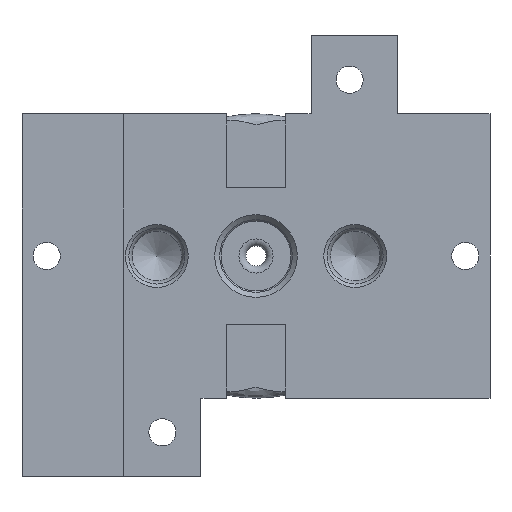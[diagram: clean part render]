
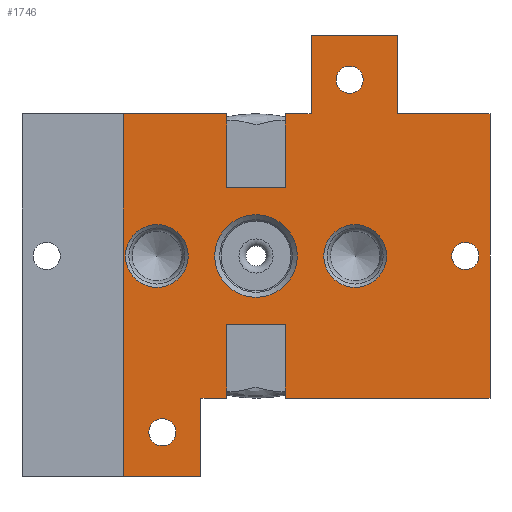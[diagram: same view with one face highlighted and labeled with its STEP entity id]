
A CAD part, front view. The second image highlights one B-rep face of the part: STEP entity #1746.
In plain terms, the highlighted planar face has unit normal (0, -1, 0).
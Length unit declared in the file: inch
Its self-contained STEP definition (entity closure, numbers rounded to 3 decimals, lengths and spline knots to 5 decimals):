
#613=FACE_BOUND('',#740,.T.);
#614=FACE_BOUND('',#741,.T.);
#615=FACE_BOUND('',#742,.T.);
#616=FACE_BOUND('',#743,.T.);
#617=FACE_BOUND('',#744,.T.);
#618=FACE_BOUND('',#745,.T.);
#633=PLANE('',#1845);
#676=FACE_OUTER_BOUND('',#739,.T.);
#739=EDGE_LOOP('',(#1427,#1428,#1429,#1430,#1431,#1432,#1433,#1434,#1435,
#1436,#1437,#1438,#1439,#1440,#1441,#1442,#1443,#1444));
#740=EDGE_LOOP('',(#1445));
#741=EDGE_LOOP('',(#1446));
#742=EDGE_LOOP('',(#1447));
#743=EDGE_LOOP('',(#1448));
#744=EDGE_LOOP('',(#1449));
#745=EDGE_LOOP('',(#1450));
#814=LINE('',#2471,#900);
#816=LINE('',#2475,#902);
#818=LINE('',#2479,#904);
#819=LINE('',#2481,#905);
#820=LINE('',#2483,#906);
#821=LINE('',#2485,#907);
#822=LINE('',#2487,#908);
#823=LINE('',#2489,#909);
#824=LINE('',#2491,#910);
#825=LINE('',#2493,#911);
#826=LINE('',#2495,#912);
#827=LINE('',#2497,#913);
#828=LINE('',#2499,#914);
#829=LINE('',#2501,#915);
#830=LINE('',#2503,#916);
#831=LINE('',#2505,#917);
#832=LINE('',#2507,#918);
#833=LINE('',#2508,#919);
#900=VECTOR('',#2054,39.37008);
#902=VECTOR('',#2058,0.3937);
#904=VECTOR('',#2062,39.37008);
#905=VECTOR('',#2063,0.3937);
#906=VECTOR('',#2064,0.3937);
#907=VECTOR('',#2065,0.3937);
#908=VECTOR('',#2066,0.3937);
#909=VECTOR('',#2067,0.3937);
#910=VECTOR('',#2068,0.3937);
#911=VECTOR('',#2069,0.3937);
#912=VECTOR('',#2070,0.3937);
#913=VECTOR('',#2071,39.37008);
#914=VECTOR('',#2072,39.37008);
#915=VECTOR('',#2073,0.3937);
#916=VECTOR('',#2074,0.3937);
#917=VECTOR('',#2075,0.3937);
#918=VECTOR('',#2076,0.3937);
#919=VECTOR('',#2077,0.3937);
#973=CIRCLE('',#1817,0.04841);
#975=CIRCLE('',#1820,0.04841);
#990=CIRCLE('',#1846,0.1122);
#991=CIRCLE('',#1847,0.1122);
#992=CIRCLE('',#1848,0.14764);
#993=CIRCLE('',#1849,0.04841);
#1082=VERTEX_POINT('',#2407);
#1084=VERTEX_POINT('',#2413);
#1104=VERTEX_POINT('',#2468);
#1105=VERTEX_POINT('',#2470);
#1106=VERTEX_POINT('',#2474);
#1107=VERTEX_POINT('',#2478);
#1108=VERTEX_POINT('',#2480);
#1109=VERTEX_POINT('',#2482);
#1110=VERTEX_POINT('',#2484);
#1111=VERTEX_POINT('',#2486);
#1112=VERTEX_POINT('',#2488);
#1113=VERTEX_POINT('',#2490);
#1114=VERTEX_POINT('',#2492);
#1115=VERTEX_POINT('',#2494);
#1116=VERTEX_POINT('',#2496);
#1117=VERTEX_POINT('',#2498);
#1118=VERTEX_POINT('',#2500);
#1119=VERTEX_POINT('',#2502);
#1120=VERTEX_POINT('',#2504);
#1121=VERTEX_POINT('',#2506);
#1122=VERTEX_POINT('',#2509);
#1123=VERTEX_POINT('',#2511);
#1124=VERTEX_POINT('',#2513);
#1125=VERTEX_POINT('',#2515);
#1201=EDGE_CURVE('',#1082,#1082,#973,.T.);
#1204=EDGE_CURVE('',#1084,#1084,#975,.T.);
#1231=EDGE_CURVE('',#1105,#1104,#814,.T.);
#1233=EDGE_CURVE('',#1106,#1105,#816,.T.);
#1235=EDGE_CURVE('',#1104,#1107,#818,.T.);
#1236=EDGE_CURVE('',#1107,#1108,#819,.T.);
#1237=EDGE_CURVE('',#1108,#1109,#820,.T.);
#1238=EDGE_CURVE('',#1109,#1110,#821,.T.);
#1239=EDGE_CURVE('',#1110,#1111,#822,.T.);
#1240=EDGE_CURVE('',#1111,#1112,#823,.T.);
#1241=EDGE_CURVE('',#1112,#1113,#824,.T.);
#1242=EDGE_CURVE('',#1113,#1114,#825,.T.);
#1243=EDGE_CURVE('',#1114,#1115,#826,.T.);
#1244=EDGE_CURVE('',#1115,#1116,#827,.T.);
#1245=EDGE_CURVE('',#1116,#1117,#828,.T.);
#1246=EDGE_CURVE('',#1117,#1118,#829,.T.);
#1247=EDGE_CURVE('',#1118,#1119,#830,.T.);
#1248=EDGE_CURVE('',#1119,#1120,#831,.T.);
#1249=EDGE_CURVE('',#1120,#1121,#832,.T.);
#1250=EDGE_CURVE('',#1121,#1106,#833,.T.);
#1251=EDGE_CURVE('',#1122,#1122,#990,.T.);
#1252=EDGE_CURVE('',#1123,#1123,#991,.T.);
#1253=EDGE_CURVE('',#1124,#1124,#992,.T.);
#1254=EDGE_CURVE('',#1125,#1125,#993,.T.);
#1427=ORIENTED_EDGE('',*,*,#1233,.T.);
#1428=ORIENTED_EDGE('',*,*,#1231,.T.);
#1429=ORIENTED_EDGE('',*,*,#1235,.T.);
#1430=ORIENTED_EDGE('',*,*,#1236,.T.);
#1431=ORIENTED_EDGE('',*,*,#1237,.T.);
#1432=ORIENTED_EDGE('',*,*,#1238,.T.);
#1433=ORIENTED_EDGE('',*,*,#1239,.T.);
#1434=ORIENTED_EDGE('',*,*,#1240,.T.);
#1435=ORIENTED_EDGE('',*,*,#1241,.T.);
#1436=ORIENTED_EDGE('',*,*,#1242,.T.);
#1437=ORIENTED_EDGE('',*,*,#1243,.T.);
#1438=ORIENTED_EDGE('',*,*,#1244,.T.);
#1439=ORIENTED_EDGE('',*,*,#1245,.T.);
#1440=ORIENTED_EDGE('',*,*,#1246,.T.);
#1441=ORIENTED_EDGE('',*,*,#1247,.T.);
#1442=ORIENTED_EDGE('',*,*,#1248,.T.);
#1443=ORIENTED_EDGE('',*,*,#1249,.T.);
#1444=ORIENTED_EDGE('',*,*,#1250,.T.);
#1445=ORIENTED_EDGE('',*,*,#1201,.T.);
#1446=ORIENTED_EDGE('',*,*,#1204,.T.);
#1447=ORIENTED_EDGE('',*,*,#1251,.T.);
#1448=ORIENTED_EDGE('',*,*,#1252,.T.);
#1449=ORIENTED_EDGE('',*,*,#1253,.T.);
#1450=ORIENTED_EDGE('',*,*,#1254,.T.);
#1746=ADVANCED_FACE('',(#676,#613,#614,#615,#616,#617,#618),#633,.F.);
#1817=AXIS2_PLACEMENT_3D('',#2408,#1987,#1988);
#1820=AXIS2_PLACEMENT_3D('',#2414,#1994,#1995);
#1845=AXIS2_PLACEMENT_3D('',#2477,#2060,#2061);
#1846=AXIS2_PLACEMENT_3D('',#2510,#2078,#2079);
#1847=AXIS2_PLACEMENT_3D('',#2512,#2080,#2081);
#1848=AXIS2_PLACEMENT_3D('',#2514,#2082,#2083);
#1849=AXIS2_PLACEMENT_3D('',#2516,#2084,#2085);
#1987=DIRECTION('center_axis',(0.,1.,0.));
#1988=DIRECTION('ref_axis',(1.,0.,0.));
#1994=DIRECTION('center_axis',(0.,1.,0.));
#1995=DIRECTION('ref_axis',(1.,0.,0.));
#2054=DIRECTION('',(1.,0.,0.));
#2058=DIRECTION('',(0.,0.,-1.));
#2060=DIRECTION('center_axis',(0.,1.,0.));
#2061=DIRECTION('ref_axis',(0.,0.,1.));
#2062=DIRECTION('',(0.,0.,1.));
#2063=DIRECTION('',(1.,0.,0.));
#2064=DIRECTION('',(0.,0.,1.));
#2065=DIRECTION('',(1.,0.,0.));
#2066=DIRECTION('',(0.,0.,-1.));
#2067=DIRECTION('',(1.,0.,0.));
#2068=DIRECTION('',(0.,0.,1.));
#2069=DIRECTION('',(-1.,0.,0.));
#2070=DIRECTION('',(0.,0.,1.));
#2071=DIRECTION('',(-1.,0.,0.));
#2072=DIRECTION('',(0.,0.,-1.));
#2073=DIRECTION('',(-1.,0.,0.));
#2074=DIRECTION('',(0.,0.,-1.));
#2075=DIRECTION('',(-1.,0.,0.));
#2076=DIRECTION('',(0.,0.,1.));
#2077=DIRECTION('',(-1.,0.,0.));
#2078=DIRECTION('center_axis',(0.,1.,0.));
#2079=DIRECTION('ref_axis',(0.,0.,1.));
#2080=DIRECTION('center_axis',(0.,1.,0.));
#2081=DIRECTION('ref_axis',(0.,0.,1.));
#2082=DIRECTION('center_axis',(0.,1.,0.));
#2083=DIRECTION('ref_axis',(0.,0.,1.));
#2084=DIRECTION('center_axis',(0.,1.,0.));
#2085=DIRECTION('ref_axis',(1.,0.,0.));
#2407=CARTESIAN_POINT('',(0.28624,0.,0.62992));
#2408=CARTESIAN_POINT('Origin',(0.33465,0.,0.62992));
#2413=CARTESIAN_POINT('',(-0.38305,0.,-0.62992));
#2414=CARTESIAN_POINT('Origin',(-0.33465,0.,-0.62992));
#2468=CARTESIAN_POINT('',(-0.19685,0.,-0.7874));
#2470=CARTESIAN_POINT('',(-0.4752,0.,-0.7874));
#2471=CARTESIAN_POINT('',(-0.47244,0.,-0.7874));
#2474=CARTESIAN_POINT('',(-0.4752,0.,0.50787));
#2475=CARTESIAN_POINT('',(-0.4752,0.,0.25394));
#2477=CARTESIAN_POINT('Origin',(0.,0.,0.));
#2478=CARTESIAN_POINT('',(-0.19685,0.,-0.50787));
#2479=CARTESIAN_POINT('',(-0.19685,0.,-0.47244));
#2480=CARTESIAN_POINT('',(-0.10433,0.,-0.50787));
#2481=CARTESIAN_POINT('',(-0.19685,0.,-0.50787));
#2482=CARTESIAN_POINT('',(-0.10433,0.,-0.24409));
#2483=CARTESIAN_POINT('',(-0.10433,0.,-0.50787));
#2484=CARTESIAN_POINT('',(0.10433,0.,-0.24409));
#2485=CARTESIAN_POINT('',(-0.10433,0.,-0.24409));
#2486=CARTESIAN_POINT('',(0.10433,0.,-0.50787));
#2487=CARTESIAN_POINT('',(0.10433,0.,-0.43307));
#2488=CARTESIAN_POINT('',(0.8362,0.,-0.50787));
#2489=CARTESIAN_POINT('',(0.10433,0.,-0.50787));
#2490=CARTESIAN_POINT('',(0.8362,0.,0.50787));
#2491=CARTESIAN_POINT('',(0.8362,0.,0.25394));
#2492=CARTESIAN_POINT('',(0.5052,0.,0.50787));
#2493=CARTESIAN_POINT('',(0.2526,0.,0.50787));
#2494=CARTESIAN_POINT('',(0.5052,0.,0.7874));
#2495=CARTESIAN_POINT('',(0.5052,0.,0.3937));
#2496=CARTESIAN_POINT('',(0.19685,0.,0.7874));
#2497=CARTESIAN_POINT('',(0.47244,0.,0.7874));
#2498=CARTESIAN_POINT('',(0.19685,0.,0.50787));
#2499=CARTESIAN_POINT('',(0.19685,0.,0.7874));
#2500=CARTESIAN_POINT('',(0.10433,0.,0.50787));
#2501=CARTESIAN_POINT('',(0.19685,0.,0.50787));
#2502=CARTESIAN_POINT('',(0.10433,0.,0.24409));
#2503=CARTESIAN_POINT('',(0.10433,0.,0.50787));
#2504=CARTESIAN_POINT('',(-0.10433,0.,0.24409));
#2505=CARTESIAN_POINT('',(0.10433,0.,0.24409));
#2506=CARTESIAN_POINT('',(-0.10433,0.,0.50787));
#2507=CARTESIAN_POINT('',(-0.10433,0.,0.43307));
#2508=CARTESIAN_POINT('',(-0.10433,0.,0.50787));
#2509=CARTESIAN_POINT('',(0.35433,0.,0.1122));
#2510=CARTESIAN_POINT('Origin',(0.35433,0.,0.));
#2511=CARTESIAN_POINT('',(-0.35433,0.,0.1122));
#2512=CARTESIAN_POINT('Origin',(-0.35433,0.,0.));
#2513=CARTESIAN_POINT('',(0.,0.,0.14764));
#2514=CARTESIAN_POINT('Origin',(0.,0.,0.));
#2515=CARTESIAN_POINT('',(0.69963,0.,0.));
#2516=CARTESIAN_POINT('Origin',(0.74803,0.,0.));
